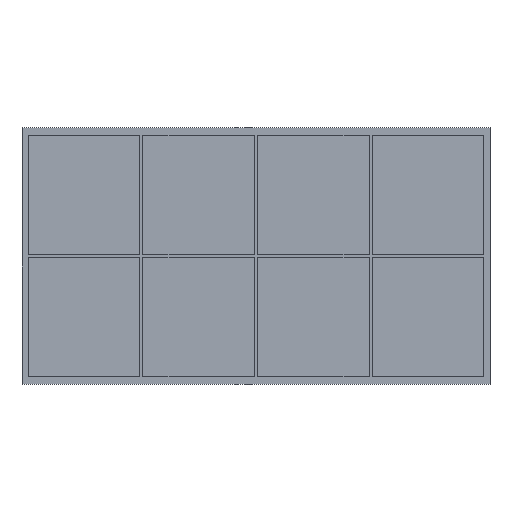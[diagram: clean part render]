
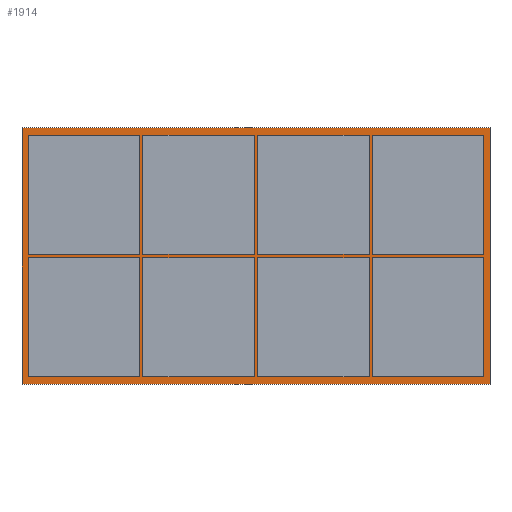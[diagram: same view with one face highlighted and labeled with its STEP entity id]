
A CAD part, top view. The second image highlights one B-rep face of the part: STEP entity #1914.
In plain terms, the highlighted planar face has unit normal (0, 0, 1).
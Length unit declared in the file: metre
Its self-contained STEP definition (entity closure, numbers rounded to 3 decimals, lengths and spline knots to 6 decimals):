
#65=ORIENTED_EDGE('',*,*,#589,.T.);
#66=ORIENTED_EDGE('',*,*,#590,.T.);
#67=ORIENTED_EDGE('',*,*,#591,.F.);
#68=ORIENTED_EDGE('',*,*,#592,.F.);
#69=ORIENTED_EDGE('',*,*,#593,.F.);
#70=ORIENTED_EDGE('',*,*,#594,.T.);
#71=ORIENTED_EDGE('',*,*,#595,.T.);
#72=ORIENTED_EDGE('',*,*,#596,.F.);
#73=ORIENTED_EDGE('',*,*,#597,.T.);
#74=ORIENTED_EDGE('',*,*,#598,.T.);
#75=ORIENTED_EDGE('',*,*,#599,.F.);
#76=ORIENTED_EDGE('',*,*,#600,.F.);
#77=ORIENTED_EDGE('',*,*,#601,.T.);
#78=ORIENTED_EDGE('',*,*,#602,.T.);
#79=ORIENTED_EDGE('',*,*,#603,.F.);
#80=ORIENTED_EDGE('',*,*,#604,.F.);
#81=ORIENTED_EDGE('',*,*,#605,.T.);
#82=ORIENTED_EDGE('',*,*,#606,.T.);
#83=ORIENTED_EDGE('',*,*,#607,.F.);
#84=ORIENTED_EDGE('',*,*,#608,.F.);
#85=ORIENTED_EDGE('',*,*,#609,.T.);
#86=ORIENTED_EDGE('',*,*,#610,.T.);
#87=ORIENTED_EDGE('',*,*,#611,.F.);
#88=ORIENTED_EDGE('',*,*,#612,.F.);
#89=ORIENTED_EDGE('',*,*,#613,.T.);
#90=ORIENTED_EDGE('',*,*,#614,.T.);
#91=ORIENTED_EDGE('',*,*,#615,.F.);
#92=ORIENTED_EDGE('',*,*,#616,.F.);
#93=ORIENTED_EDGE('',*,*,#617,.T.);
#94=ORIENTED_EDGE('',*,*,#618,.T.);
#95=ORIENTED_EDGE('',*,*,#619,.F.);
#96=ORIENTED_EDGE('',*,*,#620,.F.);
#97=ORIENTED_EDGE('',*,*,#621,.T.);
#98=ORIENTED_EDGE('',*,*,#622,.T.);
#99=ORIENTED_EDGE('',*,*,#623,.F.);
#100=ORIENTED_EDGE('',*,*,#624,.F.);
#589=EDGE_CURVE('',#853,#854,#1033,.T.);
#590=EDGE_CURVE('',#854,#855,#1034,.T.);
#591=EDGE_CURVE('',#856,#855,#1035,.T.);
#592=EDGE_CURVE('',#853,#856,#1036,.T.);
#593=EDGE_CURVE('',#857,#858,#1037,.T.);
#594=EDGE_CURVE('',#857,#859,#1038,.T.);
#595=EDGE_CURVE('',#859,#860,#1039,.T.);
#596=EDGE_CURVE('',#858,#860,#1040,.T.);
#597=EDGE_CURVE('',#861,#862,#1041,.T.);
#598=EDGE_CURVE('',#862,#863,#1042,.T.);
#599=EDGE_CURVE('',#864,#863,#1043,.T.);
#600=EDGE_CURVE('',#861,#864,#1044,.T.);
#601=EDGE_CURVE('',#865,#866,#1045,.T.);
#602=EDGE_CURVE('',#866,#867,#1046,.T.);
#603=EDGE_CURVE('',#868,#867,#1047,.T.);
#604=EDGE_CURVE('',#865,#868,#1048,.T.);
#605=EDGE_CURVE('',#869,#870,#1049,.T.);
#606=EDGE_CURVE('',#870,#871,#1050,.T.);
#607=EDGE_CURVE('',#872,#871,#1051,.T.);
#608=EDGE_CURVE('',#869,#872,#1052,.T.);
#609=EDGE_CURVE('',#873,#874,#1053,.T.);
#610=EDGE_CURVE('',#874,#875,#1054,.T.);
#611=EDGE_CURVE('',#876,#875,#1055,.T.);
#612=EDGE_CURVE('',#873,#876,#1056,.T.);
#613=EDGE_CURVE('',#877,#878,#1057,.T.);
#614=EDGE_CURVE('',#878,#879,#1058,.T.);
#615=EDGE_CURVE('',#880,#879,#1059,.T.);
#616=EDGE_CURVE('',#877,#880,#1060,.T.);
#617=EDGE_CURVE('',#881,#882,#1061,.T.);
#618=EDGE_CURVE('',#882,#883,#1062,.T.);
#619=EDGE_CURVE('',#884,#883,#1063,.T.);
#620=EDGE_CURVE('',#881,#884,#1064,.T.);
#621=EDGE_CURVE('',#885,#886,#1065,.T.);
#622=EDGE_CURVE('',#886,#887,#1066,.T.);
#623=EDGE_CURVE('',#888,#887,#1067,.T.);
#624=EDGE_CURVE('',#885,#888,#1068,.T.);
#853=VERTEX_POINT('',#2834);
#854=VERTEX_POINT('',#2835);
#855=VERTEX_POINT('',#2837);
#856=VERTEX_POINT('',#2839);
#857=VERTEX_POINT('',#2842);
#858=VERTEX_POINT('',#2843);
#859=VERTEX_POINT('',#2845);
#860=VERTEX_POINT('',#2847);
#861=VERTEX_POINT('',#2850);
#862=VERTEX_POINT('',#2851);
#863=VERTEX_POINT('',#2853);
#864=VERTEX_POINT('',#2855);
#865=VERTEX_POINT('',#2858);
#866=VERTEX_POINT('',#2859);
#867=VERTEX_POINT('',#2861);
#868=VERTEX_POINT('',#2863);
#869=VERTEX_POINT('',#2866);
#870=VERTEX_POINT('',#2867);
#871=VERTEX_POINT('',#2869);
#872=VERTEX_POINT('',#2871);
#873=VERTEX_POINT('',#2874);
#874=VERTEX_POINT('',#2875);
#875=VERTEX_POINT('',#2877);
#876=VERTEX_POINT('',#2879);
#877=VERTEX_POINT('',#2882);
#878=VERTEX_POINT('',#2883);
#879=VERTEX_POINT('',#2885);
#880=VERTEX_POINT('',#2887);
#881=VERTEX_POINT('',#2890);
#882=VERTEX_POINT('',#2891);
#883=VERTEX_POINT('',#2893);
#884=VERTEX_POINT('',#2895);
#885=VERTEX_POINT('',#2898);
#886=VERTEX_POINT('',#2899);
#887=VERTEX_POINT('',#2901);
#888=VERTEX_POINT('',#2903);
#1033=LINE('',#2833,#1301);
#1034=LINE('',#2836,#1302);
#1035=LINE('',#2838,#1303);
#1036=LINE('',#2840,#1304);
#1037=LINE('',#2841,#1305);
#1038=LINE('',#2844,#1306);
#1039=LINE('',#2846,#1307);
#1040=LINE('',#2848,#1308);
#1041=LINE('',#2849,#1309);
#1042=LINE('',#2852,#1310);
#1043=LINE('',#2854,#1311);
#1044=LINE('',#2856,#1312);
#1045=LINE('',#2857,#1313);
#1046=LINE('',#2860,#1314);
#1047=LINE('',#2862,#1315);
#1048=LINE('',#2864,#1316);
#1049=LINE('',#2865,#1317);
#1050=LINE('',#2868,#1318);
#1051=LINE('',#2870,#1319);
#1052=LINE('',#2872,#1320);
#1053=LINE('',#2873,#1321);
#1054=LINE('',#2876,#1322);
#1055=LINE('',#2878,#1323);
#1056=LINE('',#2880,#1324);
#1057=LINE('',#2881,#1325);
#1058=LINE('',#2884,#1326);
#1059=LINE('',#2886,#1327);
#1060=LINE('',#2888,#1328);
#1061=LINE('',#2889,#1329);
#1062=LINE('',#2892,#1330);
#1063=LINE('',#2894,#1331);
#1064=LINE('',#2896,#1332);
#1065=LINE('',#2897,#1333);
#1066=LINE('',#2900,#1334);
#1067=LINE('',#2902,#1335);
#1068=LINE('',#2904,#1336);
#1301=VECTOR('',#2309,1.);
#1302=VECTOR('',#2310,1.);
#1303=VECTOR('',#2311,1.);
#1304=VECTOR('',#2312,1.);
#1305=VECTOR('',#2313,1.);
#1306=VECTOR('',#2314,1.);
#1307=VECTOR('',#2315,1.);
#1308=VECTOR('',#2316,1.);
#1309=VECTOR('',#2317,1.);
#1310=VECTOR('',#2318,1.);
#1311=VECTOR('',#2319,1.);
#1312=VECTOR('',#2320,1.);
#1313=VECTOR('',#2321,1.);
#1314=VECTOR('',#2322,1.);
#1315=VECTOR('',#2323,1.);
#1316=VECTOR('',#2324,1.);
#1317=VECTOR('',#2325,1.);
#1318=VECTOR('',#2326,1.);
#1319=VECTOR('',#2327,1.);
#1320=VECTOR('',#2328,1.);
#1321=VECTOR('',#2329,1.);
#1322=VECTOR('',#2330,1.);
#1323=VECTOR('',#2331,1.);
#1324=VECTOR('',#2332,1.);
#1325=VECTOR('',#2333,1.);
#1326=VECTOR('',#2334,1.);
#1327=VECTOR('',#2335,1.);
#1328=VECTOR('',#2336,1.);
#1329=VECTOR('',#2337,1.);
#1330=VECTOR('',#2338,1.);
#1331=VECTOR('',#2339,1.);
#1332=VECTOR('',#2340,1.);
#1333=VECTOR('',#2341,1.);
#1334=VECTOR('',#2342,1.);
#1335=VECTOR('',#2343,1.);
#1336=VECTOR('',#2344,1.);
#1556=EDGE_LOOP('',(#65,#66,#67,#68));
#1557=EDGE_LOOP('',(#69,#70,#71,#72));
#1558=EDGE_LOOP('',(#73,#74,#75,#76));
#1559=EDGE_LOOP('',(#77,#78,#79,#80));
#1560=EDGE_LOOP('',(#81,#82,#83,#84));
#1561=EDGE_LOOP('',(#85,#86,#87,#88));
#1562=EDGE_LOOP('',(#89,#90,#91,#92));
#1563=EDGE_LOOP('',(#93,#94,#95,#96));
#1564=EDGE_LOOP('',(#97,#98,#99,#100));
#1678=FACE_BOUND('',#1556,.T.);
#1679=FACE_BOUND('',#1557,.T.);
#1680=FACE_BOUND('',#1558,.T.);
#1681=FACE_BOUND('',#1559,.T.);
#1682=FACE_BOUND('',#1560,.T.);
#1683=FACE_BOUND('',#1561,.T.);
#1684=FACE_BOUND('',#1562,.T.);
#1685=FACE_BOUND('',#1563,.T.);
#1686=FACE_BOUND('',#1564,.T.);
#1800=PLANE('',#2153);
#1914=ADVANCED_FACE('',(#1678,#1679,#1680,#1681,#1682,#1683,#1684,#1685,
#1686),#1800,.T.);
#2153=AXIS2_PLACEMENT_3D('',#2832,#2307,#2308);
#2307=DIRECTION('',(0.,0.,1.));
#2308=DIRECTION('',(1.,0.,0.));
#2309=DIRECTION('',(1.,0.,0.));
#2310=DIRECTION('',(0.,1.,0.));
#2311=DIRECTION('',(1.,0.,0.));
#2312=DIRECTION('',(0.,1.,0.));
#2313=DIRECTION('',(0.,-1.,0.));
#2314=DIRECTION('',(1.,0.,0.));
#2315=DIRECTION('',(0.,-1.,0.));
#2316=DIRECTION('',(1.,0.,0.));
#2317=DIRECTION('',(1.,0.,0.));
#2318=DIRECTION('',(0.,-1.,0.));
#2319=DIRECTION('',(1.,0.,0.));
#2320=DIRECTION('',(0.,-1.,0.));
#2321=DIRECTION('',(1.,0.,0.));
#2322=DIRECTION('',(0.,-1.,0.));
#2323=DIRECTION('',(1.,0.,0.));
#2324=DIRECTION('',(0.,-1.,0.));
#2325=DIRECTION('',(1.,0.,0.));
#2326=DIRECTION('',(0.,-1.,0.));
#2327=DIRECTION('',(1.,0.,0.));
#2328=DIRECTION('',(0.,-1.,0.));
#2329=DIRECTION('',(1.,0.,0.));
#2330=DIRECTION('',(0.,-1.,0.));
#2331=DIRECTION('',(1.,0.,0.));
#2332=DIRECTION('',(0.,-1.,0.));
#2333=DIRECTION('',(1.,0.,0.));
#2334=DIRECTION('',(0.,-1.,0.));
#2335=DIRECTION('',(1.,0.,0.));
#2336=DIRECTION('',(0.,-1.,0.));
#2337=DIRECTION('',(1.,0.,0.));
#2338=DIRECTION('',(0.,-1.,0.));
#2339=DIRECTION('',(1.,0.,0.));
#2340=DIRECTION('',(0.,-1.,0.));
#2341=DIRECTION('',(1.,0.,0.));
#2342=DIRECTION('',(0.,-1.,0.));
#2343=DIRECTION('',(1.,0.,0.));
#2344=DIRECTION('',(0.,-1.,0.));
#2832=CARTESIAN_POINT('',(0.021,0.0115,0.0012));
#2833=CARTESIAN_POINT('',(0.021,0.,0.0012));
#2834=CARTESIAN_POINT('',(0.,0.,0.0012));
#2835=CARTESIAN_POINT('',(0.042,0.,0.0012));
#2836=CARTESIAN_POINT('',(0.042,0.0115,0.0012));
#2837=CARTESIAN_POINT('',(0.042,0.023,0.0012));
#2838=CARTESIAN_POINT('',(0.021,0.023,0.0012));
#2839=CARTESIAN_POINT('',(0.,0.023,0.0012));
#2840=CARTESIAN_POINT('',(0.,0.02025,0.0012));
#2841=CARTESIAN_POINT('',(0.00055,0.016995,0.0012));
#2842=CARTESIAN_POINT('',(0.00055,0.02234,0.0012));
#2843=CARTESIAN_POINT('',(0.00055,0.01165,0.0012));
#2844=CARTESIAN_POINT('',(0.00555,0.02234,0.0012));
#2845=CARTESIAN_POINT('',(0.01055,0.02234,0.0012));
#2846=CARTESIAN_POINT('',(0.01055,0.016995,0.0012));
#2847=CARTESIAN_POINT('',(0.01055,0.01165,0.0012));
#2848=CARTESIAN_POINT('',(0.00555,0.01165,0.0012));
#2849=CARTESIAN_POINT('',(0.02615,0.01135,0.0012));
#2850=CARTESIAN_POINT('',(0.02115,0.01135,0.0012));
#2851=CARTESIAN_POINT('',(0.03115,0.01135,0.0012));
#2852=CARTESIAN_POINT('',(0.03115,0.006005,0.0012));
#2853=CARTESIAN_POINT('',(0.03115,0.00066,0.0012));
#2854=CARTESIAN_POINT('',(0.02615,0.00066,0.0012));
#2855=CARTESIAN_POINT('',(0.02115,0.00066,0.0012));
#2856=CARTESIAN_POINT('',(0.02115,0.006005,0.0012));
#2857=CARTESIAN_POINT('',(0.03645,0.02234,0.0012));
#2858=CARTESIAN_POINT('',(0.03145,0.02234,0.0012));
#2859=CARTESIAN_POINT('',(0.04145,0.02234,0.0012));
#2860=CARTESIAN_POINT('',(0.04145,0.016995,0.0012));
#2861=CARTESIAN_POINT('',(0.04145,0.01165,0.0012));
#2862=CARTESIAN_POINT('',(0.03645,0.01165,0.0012));
#2863=CARTESIAN_POINT('',(0.03145,0.01165,0.0012));
#2864=CARTESIAN_POINT('',(0.03145,0.016995,0.0012));
#2865=CARTESIAN_POINT('',(0.03645,0.01135,0.0012));
#2866=CARTESIAN_POINT('',(0.03145,0.01135,0.0012));
#2867=CARTESIAN_POINT('',(0.04145,0.01135,0.0012));
#2868=CARTESIAN_POINT('',(0.04145,0.006005,0.0012));
#2869=CARTESIAN_POINT('',(0.04145,0.00066,0.0012));
#2870=CARTESIAN_POINT('',(0.03645,0.00066,0.0012));
#2871=CARTESIAN_POINT('',(0.03145,0.00066,0.0012));
#2872=CARTESIAN_POINT('',(0.03145,0.006005,0.0012));
#2873=CARTESIAN_POINT('',(0.00555,0.01135,0.0012));
#2874=CARTESIAN_POINT('',(0.00055,0.01135,0.0012));
#2875=CARTESIAN_POINT('',(0.01055,0.01135,0.0012));
#2876=CARTESIAN_POINT('',(0.01055,0.006005,0.0012));
#2877=CARTESIAN_POINT('',(0.01055,0.00066,0.0012));
#2878=CARTESIAN_POINT('',(0.00555,0.00066,0.0012));
#2879=CARTESIAN_POINT('',(0.00055,0.00066,0.0012));
#2880=CARTESIAN_POINT('',(0.00055,0.006005,0.0012));
#2881=CARTESIAN_POINT('',(0.01585,0.02234,0.0012));
#2882=CARTESIAN_POINT('',(0.01085,0.02234,0.0012));
#2883=CARTESIAN_POINT('',(0.02085,0.02234,0.0012));
#2884=CARTESIAN_POINT('',(0.02085,0.016995,0.0012));
#2885=CARTESIAN_POINT('',(0.02085,0.01165,0.0012));
#2886=CARTESIAN_POINT('',(0.01585,0.01165,0.0012));
#2887=CARTESIAN_POINT('',(0.01085,0.01165,0.0012));
#2888=CARTESIAN_POINT('',(0.01085,0.016995,0.0012));
#2889=CARTESIAN_POINT('',(0.01585,0.01135,0.0012));
#2890=CARTESIAN_POINT('',(0.01085,0.01135,0.0012));
#2891=CARTESIAN_POINT('',(0.02085,0.01135,0.0012));
#2892=CARTESIAN_POINT('',(0.02085,0.006005,0.0012));
#2893=CARTESIAN_POINT('',(0.02085,0.00066,0.0012));
#2894=CARTESIAN_POINT('',(0.01585,0.00066,0.0012));
#2895=CARTESIAN_POINT('',(0.01085,0.00066,0.0012));
#2896=CARTESIAN_POINT('',(0.01085,0.006005,0.0012));
#2897=CARTESIAN_POINT('',(0.02615,0.02234,0.0012));
#2898=CARTESIAN_POINT('',(0.02115,0.02234,0.0012));
#2899=CARTESIAN_POINT('',(0.03115,0.02234,0.0012));
#2900=CARTESIAN_POINT('',(0.03115,0.016995,0.0012));
#2901=CARTESIAN_POINT('',(0.03115,0.01165,0.0012));
#2902=CARTESIAN_POINT('',(0.02615,0.01165,0.0012));
#2903=CARTESIAN_POINT('',(0.02115,0.01165,0.0012));
#2904=CARTESIAN_POINT('',(0.02115,0.016995,0.0012));
